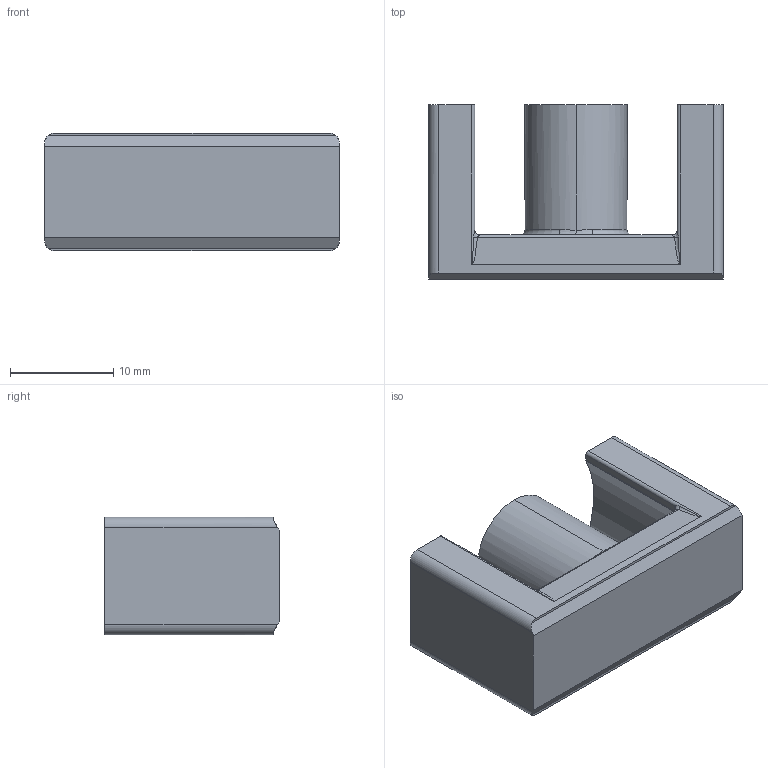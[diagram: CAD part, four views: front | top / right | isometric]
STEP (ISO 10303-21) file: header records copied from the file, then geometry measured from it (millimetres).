
FILE_DESCRIPTION((''),'2;1');
FILE_NAME('C61036-A0283-C003-03-7606','2018-05-25T',('ec7121'),(''),'PRO/ENGINEER BY PARAMETRIC TECHNOLOGY CORPORATION, 2014000','PRO/ENGINEER BY PARAMETRIC TECHNOLOGY CORPORATION, 2014000','');
FILE_SCHEMA(('CONFIG_CONTROL_DESIGN'));
Length unit declared in the file: millimetre
Products named in the file (1): C61036-A0283-C003-03-7606
Bounding box: 28.55 x 16.9 x 11.4 mm (x, y, z)
Volume: 3428.9 mm3; surface area: 2106.6 mm2
Topology: 1 solids, 1 shells, 66 faces, 166 edges, 102 vertices
Faces by surface type: cylinder 22, plane 20, bspline 12, torus 12
Entity records: 4315 total; most frequent: CARTESIAN_POINT 2751, ORIENTED_EDGE 332, DIRECTION 312, EDGE_CURVE 166, AXIS2_PLACEMENT_3D 124, VERTEX_POINT 102, CIRCLE 70, EDGE_LOOP 66
